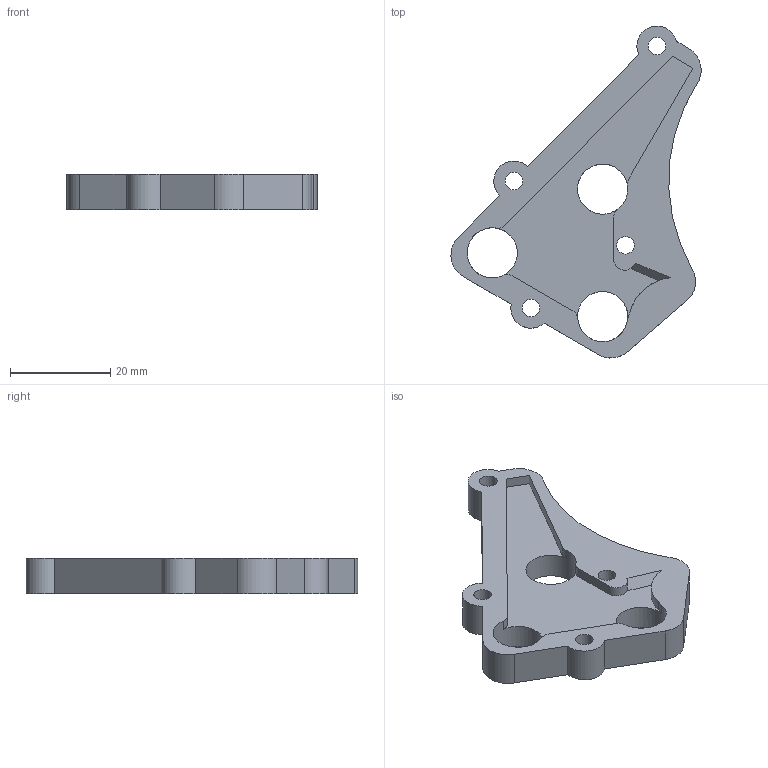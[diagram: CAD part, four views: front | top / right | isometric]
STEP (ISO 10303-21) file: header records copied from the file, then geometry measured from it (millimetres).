
FILE_DESCRIPTION(/* description */ (''),/* implementation_level */ '2;1');
FILE_NAME(/* name */ 'jig_dragon_eye_truss_vise_stiffenerside_v6.step',/* time_stamp */ '2023-01-15T12:00:52-08:00',/* author */ (''),/* organization */ (''),/* preprocessor_version */ 'ST-DEVELOPER v19.2',/* originating_system */ 'Autodesk Translation Framework v11.17.0.187',/* authorisation */ '');
FILE_SCHEMA (('AUTOMOTIVE_DESIGN { 1 0 10303 214 3 1 1 }'));
Length unit declared in the file: millimetre
Products named in the file (1): jig_dragon_eye_truss_vise_stiffenerside
Bounding box: 49.84 x 66.16 x 7 mm (x, y, z)
Volume: 9402.9 mm3; surface area: 5593.9 mm2
Topology: 1 solids, 1 shells, 70 faces, 201 edges, 134 vertices
Faces by surface type: plane 28, cylinder 24, bspline 18
Full cylindrical faces by diameter (mm): 3.5 x4, 10 x3
Entity records: 2549 total; most frequent: CARTESIAN_POINT 712, ORIENTED_EDGE 402, DIRECTION 327, EDGE_CURVE 201, VERTEX_POINT 134, LINE 109, VECTOR 109, AXIS2_PLACEMENT_3D 109
